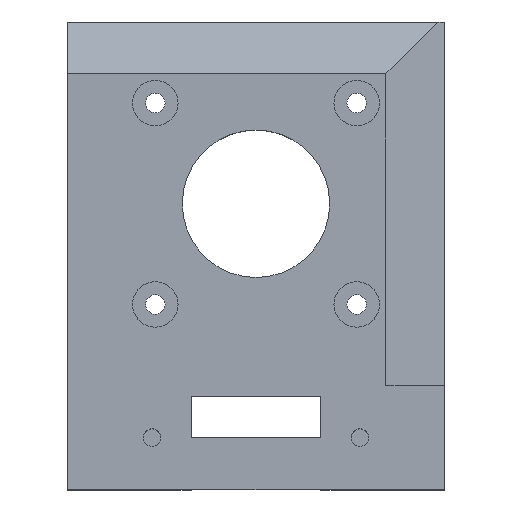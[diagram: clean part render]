
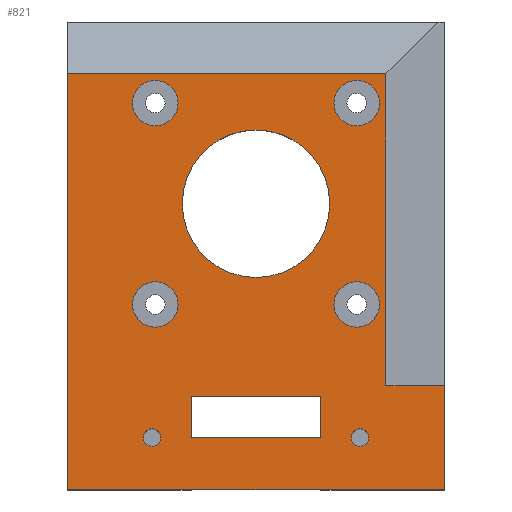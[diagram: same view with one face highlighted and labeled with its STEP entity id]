
A CAD part, top view. The second image highlights one B-rep face of the part: STEP entity #821.
In plain terms, the highlighted planar face has unit normal (0, 0, 1).
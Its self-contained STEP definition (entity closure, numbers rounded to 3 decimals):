
#306=CARTESIAN_POINT('',(-872.,290.,-18.7));
#307=VERTEX_POINT('',#306);
#329=CARTESIAN_POINT('',(-872.,226.,-18.7));
#330=VERTEX_POINT('',#329);
#337=CARTESIAN_POINT('',(-872.,226.,-18.7));
#338=DIRECTION('',(0.,1.,0.));
#339=VECTOR('',#338,64.);
#340=LINE('',#337,#339);
#341=EDGE_CURVE('',#330,#307,#340,.T.);
#547=CARTESIAN_POINT('',(-833.,234.,-18.7));
#548=VERTEX_POINT('',#547);
#563=CARTESIAN_POINT('',(-853.,234.,-18.7));
#564=VERTEX_POINT('',#563);
#571=CARTESIAN_POINT('',(-833.,234.,-18.7));
#572=DIRECTION('',(-1.,0.,0.));
#573=VECTOR('',#572,20.);
#574=LINE('',#571,#573);
#575=EDGE_CURVE('',#548,#564,#574,.T.);
#602=CARTESIAN_POINT('',(-814.,226.,-18.7));
#603=VERTEX_POINT('',#602);
#610=CARTESIAN_POINT('',(-814.,226.,-18.7));
#611=DIRECTION('',(-1.,0.,0.));
#612=VECTOR('',#611,58.);
#613=LINE('',#610,#612);
#614=EDGE_CURVE('',#603,#330,#613,.T.);
#680=CARTESIAN_POINT('',(-740.,40.,-18.7));
#681=DIRECTION('',(0.,0.,1.));
#682=DIRECTION('',(0.,1.,0.));
#683=AXIS2_PLACEMENT_3D('',#680,#681,#682);
#684=PLANE('',#683);
#685=CARTESIAN_POINT('',(-825.65,234.,-18.7));
#686=VERTEX_POINT('',#685);
#687=CARTESIAN_POINT('',(-827.,234.,-18.7));
#688=DIRECTION('',(0.,0.,1.));
#689=DIRECTION('',(1.,0.,-0.));
#690=AXIS2_PLACEMENT_3D('',#687,#688,#689);
#691=CIRCLE('',#690,1.35);
#692=EDGE_CURVE('',#686,#686,#691,.T.);
#693=ORIENTED_EDGE('',*,*,#692,.F.);
#694=EDGE_LOOP('',(#693));
#695=FACE_BOUND('',#694,.T.);
#696=CARTESIAN_POINT('',(-857.65,234.,-18.7));
#697=VERTEX_POINT('',#696);
#698=CARTESIAN_POINT('',(-859.,234.,-18.7));
#699=DIRECTION('',(0.,0.,1.));
#700=DIRECTION('',(1.,0.,-0.));
#701=AXIS2_PLACEMENT_3D('',#698,#699,#700);
#702=CIRCLE('',#701,1.35);
#703=EDGE_CURVE('',#697,#697,#702,.T.);
#704=ORIENTED_EDGE('',*,*,#703,.F.);
#705=EDGE_LOOP('',(#704));
#706=FACE_BOUND('',#705,.T.);
#707=CARTESIAN_POINT('',(-814.,242.,-18.7));
#708=VERTEX_POINT('',#707);
#709=CARTESIAN_POINT('',(-814.,226.,-18.7));
#710=DIRECTION('',(-0.,1.,0.));
#711=VECTOR('',#710,16.);
#712=LINE('',#709,#711);
#713=EDGE_CURVE('',#603,#708,#712,.T.);
#714=ORIENTED_EDGE('',*,*,#713,.T.);
#715=CARTESIAN_POINT('',(-823.,242.,-18.7));
#716=VERTEX_POINT('',#715);
#717=CARTESIAN_POINT('',(-814.,242.,-18.7));
#718=DIRECTION('',(-1.,0.,0.));
#719=VECTOR('',#718,9.);
#720=LINE('',#717,#719);
#721=EDGE_CURVE('',#708,#716,#720,.T.);
#722=ORIENTED_EDGE('',*,*,#721,.T.);
#723=CARTESIAN_POINT('',(-823.,290.,-18.7));
#724=VERTEX_POINT('',#723);
#725=CARTESIAN_POINT('',(-823.,290.,-18.7));
#726=DIRECTION('',(0.,-1.,0.));
#727=VECTOR('',#726,48.);
#728=LINE('',#725,#727);
#729=EDGE_CURVE('',#724,#716,#728,.T.);
#730=ORIENTED_EDGE('',*,*,#729,.F.);
#731=CARTESIAN_POINT('',(-872.,290.,-18.7));
#732=DIRECTION('',(1.,0.,-0.));
#733=VECTOR('',#732,49.);
#734=LINE('',#731,#733);
#735=EDGE_CURVE('',#307,#724,#734,.T.);
#736=ORIENTED_EDGE('',*,*,#735,.F.);
#737=ORIENTED_EDGE('',*,*,#341,.F.);
#738=ORIENTED_EDGE('',*,*,#614,.F.);
#739=EDGE_LOOP('',(#714,#722,#730,#736,#737,#738));
#740=FACE_BOUND('',#739,.T.);
#741=CARTESIAN_POINT('',(-831.65,270.,-18.7));
#742=VERTEX_POINT('',#741);
#743=CARTESIAN_POINT('',(-843.,270.,-18.7));
#744=DIRECTION('',(-0.,-0.,1.));
#745=DIRECTION('',(1.,-0.,0.));
#746=AXIS2_PLACEMENT_3D('',#743,#744,#745);
#747=CIRCLE('',#746,11.35);
#748=EDGE_CURVE('',#742,#742,#747,.T.);
#749=ORIENTED_EDGE('',*,*,#748,.F.);
#750=EDGE_LOOP('',(#749));
#751=FACE_BOUND('',#750,.T.);
#752=CARTESIAN_POINT('',(-862.,254.5,-18.7));
#753=VERTEX_POINT('',#752);
#754=CARTESIAN_POINT('',(-858.5,254.5,-18.7));
#755=DIRECTION('',(0.,0.,1.));
#756=DIRECTION('',(-1.,0.,0.));
#757=AXIS2_PLACEMENT_3D('',#754,#755,#756);
#758=CIRCLE('',#757,3.5);
#759=EDGE_CURVE('',#753,#753,#758,.T.);
#760=ORIENTED_EDGE('',*,*,#759,.F.);
#761=EDGE_LOOP('',(#760));
#762=FACE_BOUND('',#761,.T.);
#763=CARTESIAN_POINT('',(-831.,285.5,-18.7));
#764=VERTEX_POINT('',#763);
#765=CARTESIAN_POINT('',(-827.5,285.5,-18.7));
#766=DIRECTION('',(0.,0.,1.));
#767=DIRECTION('',(-1.,0.,0.));
#768=AXIS2_PLACEMENT_3D('',#765,#766,#767);
#769=CIRCLE('',#768,3.5);
#770=EDGE_CURVE('',#764,#764,#769,.T.);
#771=ORIENTED_EDGE('',*,*,#770,.F.);
#772=EDGE_LOOP('',(#771));
#773=FACE_BOUND('',#772,.T.);
#774=CARTESIAN_POINT('',(-862.,285.5,-18.7));
#775=VERTEX_POINT('',#774);
#776=CARTESIAN_POINT('',(-858.5,285.5,-18.7));
#777=DIRECTION('',(0.,0.,1.));
#778=DIRECTION('',(-1.,0.,0.));
#779=AXIS2_PLACEMENT_3D('',#776,#777,#778);
#780=CIRCLE('',#779,3.5);
#781=EDGE_CURVE('',#775,#775,#780,.T.);
#782=ORIENTED_EDGE('',*,*,#781,.F.);
#783=EDGE_LOOP('',(#782));
#784=FACE_BOUND('',#783,.T.);
#785=CARTESIAN_POINT('',(-831.,254.5,-18.7));
#786=VERTEX_POINT('',#785);
#787=CARTESIAN_POINT('',(-827.5,254.5,-18.7));
#788=DIRECTION('',(0.,0.,1.));
#789=DIRECTION('',(-1.,0.,0.));
#790=AXIS2_PLACEMENT_3D('',#787,#788,#789);
#791=CIRCLE('',#790,3.5);
#792=EDGE_CURVE('',#786,#786,#791,.T.);
#793=ORIENTED_EDGE('',*,*,#792,.F.);
#794=EDGE_LOOP('',(#793));
#795=FACE_BOUND('',#794,.T.);
#796=CARTESIAN_POINT('',(-853.,240.35,-18.7));
#797=VERTEX_POINT('',#796);
#798=CARTESIAN_POINT('',(-833.,240.35,-18.7));
#799=VERTEX_POINT('',#798);
#800=CARTESIAN_POINT('',(-853.,240.35,-18.7));
#801=DIRECTION('',(1.,0.,-0.));
#802=VECTOR('',#801,20.);
#803=LINE('',#800,#802);
#804=EDGE_CURVE('',#797,#799,#803,.T.);
#805=ORIENTED_EDGE('',*,*,#804,.T.);
#806=CARTESIAN_POINT('',(-833.,240.35,-18.7));
#807=DIRECTION('',(0.,-1.,0.));
#808=VECTOR('',#807,6.35);
#809=LINE('',#806,#808);
#810=EDGE_CURVE('',#799,#548,#809,.T.);
#811=ORIENTED_EDGE('',*,*,#810,.T.);
#812=ORIENTED_EDGE('',*,*,#575,.T.);
#813=CARTESIAN_POINT('',(-853.,234.,-18.7));
#814=DIRECTION('',(0.,1.,0.));
#815=VECTOR('',#814,6.35);
#816=LINE('',#813,#815);
#817=EDGE_CURVE('',#564,#797,#816,.T.);
#818=ORIENTED_EDGE('',*,*,#817,.T.);
#819=EDGE_LOOP('',(#805,#811,#812,#818));
#820=FACE_BOUND('',#819,.T.);
#821=ADVANCED_FACE('',(#695,#706,#740,#751,#762,#773,#784,#795,#820),#684,.T.);
